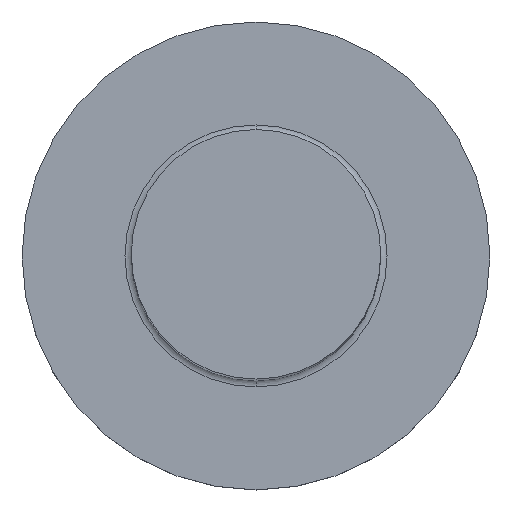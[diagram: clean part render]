
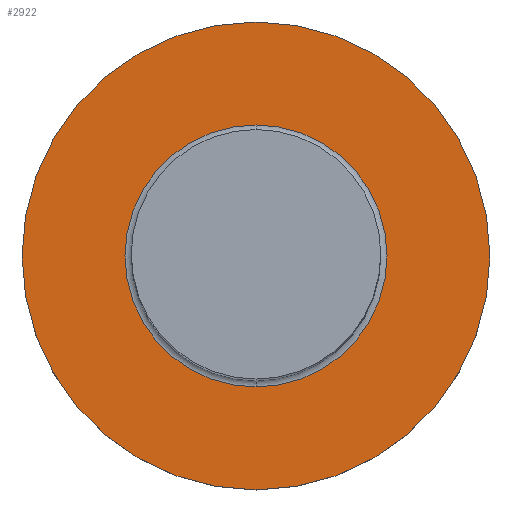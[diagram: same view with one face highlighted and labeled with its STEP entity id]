
A CAD part, top view. The second image highlights one B-rep face of the part: STEP entity #2922.
In plain terms, the highlighted planar face has unit normal (0, 0, 1).
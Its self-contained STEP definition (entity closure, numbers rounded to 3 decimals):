
#86 = AXIS2_PLACEMENT_3D ( 'NONE', #3360, #1105, #3725 ) ;
#282 = ORIENTED_EDGE ( 'NONE', *, *, #1054, .T. ) ;
#632 = EDGE_LOOP ( 'NONE', ( #282, #2872 ) ) ;
#749 = CARTESIAN_POINT ( 'NONE',  ( 0., 0., 32. ) ) ;
#876 = VERTEX_POINT ( 'NONE', #2239 ) ;
#994 = ORIENTED_EDGE ( 'NONE', *, *, #3982, .F. ) ;
#1032 = DIRECTION ( 'NONE',  ( 0., 0., 1. ) ) ;
#1054 = EDGE_CURVE ( 'NONE', #2977, #1981, #4071, .T. ) ;
#1105 = DIRECTION ( 'NONE',  ( 0., 0., -1. ) ) ;
#1109 = AXIS2_PLACEMENT_3D ( 'NONE', #749, #3392, #1139 ) ;
#1137 = CARTESIAN_POINT ( 'NONE',  ( 0., -21., 32. ) ) ;
#1139 = DIRECTION ( 'NONE',  ( 0., 1., 0. ) ) ;
#1305 = EDGE_CURVE ( 'NONE', #1981, #2977, #3605, .T. ) ;
#1423 = CARTESIAN_POINT ( 'NONE',  ( 0., 21., 32. ) ) ;
#1477 = AXIS2_PLACEMENT_3D ( 'NONE', #1763, #1032, #3651 ) ;
#1663 = FACE_BOUND ( 'NONE', #632, .T. ) ;
#1763 = CARTESIAN_POINT ( 'NONE',  ( 0., 37.5, 32. ) ) ;
#1780 = FACE_OUTER_BOUND ( 'NONE', #2382, .T. ) ;
#1791 = CARTESIAN_POINT ( 'NONE',  ( 0., 0., 32. ) ) ;
#1880 = CIRCLE ( 'NONE', #86, 37.5 ) ;
#1981 = VERTEX_POINT ( 'NONE', #1137 ) ;
#2141 = PLANE ( 'NONE',  #1477 ) ;
#2170 = DIRECTION ( 'NONE',  ( 0., 1., 0. ) ) ;
#2239 = CARTESIAN_POINT ( 'NONE',  ( 0., -37.5, 32. ) ) ;
#2242 = CARTESIAN_POINT ( 'NONE',  ( 0., 0., 32. ) ) ;
#2382 = EDGE_LOOP ( 'NONE', ( #3950, #994 ) ) ;
#2872 = ORIENTED_EDGE ( 'NONE', *, *, #1305, .T. ) ;
#2882 = CARTESIAN_POINT ( 'NONE',  ( 0., 37.5, 32. ) ) ;
#2922 = ADVANCED_FACE ( 'NONE', ( #1663, #1780 ), #2141, .T. ) ;
#2969 = DIRECTION ( 'NONE',  ( 0., 1., 0. ) ) ;
#2977 = VERTEX_POINT ( 'NONE', #1423 ) ;
#3011 = AXIS2_PLACEMENT_3D ( 'NONE', #1791, #4433, #2170 ) ;
#3232 = VERTEX_POINT ( 'NONE', #2882 ) ;
#3360 = CARTESIAN_POINT ( 'NONE',  ( 0., 0., 32. ) ) ;
#3392 = DIRECTION ( 'NONE',  ( 0., 0., -1. ) ) ;
#3605 = CIRCLE ( 'NONE', #3011, 21. ) ;
#3651 = DIRECTION ( 'NONE',  ( 0., -1., 0. ) ) ;
#3725 = DIRECTION ( 'NONE',  ( 0., 1., 0. ) ) ;
#3765 = CIRCLE ( 'NONE', #1109, 37.5 ) ;
#3950 = ORIENTED_EDGE ( 'NONE', *, *, #4070, .F. ) ;
#3982 = EDGE_CURVE ( 'NONE', #876, #3232, #1880, .T. ) ;
#4070 = EDGE_CURVE ( 'NONE', #3232, #876, #3765, .T. ) ;
#4071 = CIRCLE ( 'NONE', #4388, 21. ) ;
#4388 = AXIS2_PLACEMENT_3D ( 'NONE', #2242, #4882, #2969 ) ;
#4433 = DIRECTION ( 'NONE',  ( 0., 0., -1. ) ) ;
#4882 = DIRECTION ( 'NONE',  ( 0., 0., -1. ) ) ;
